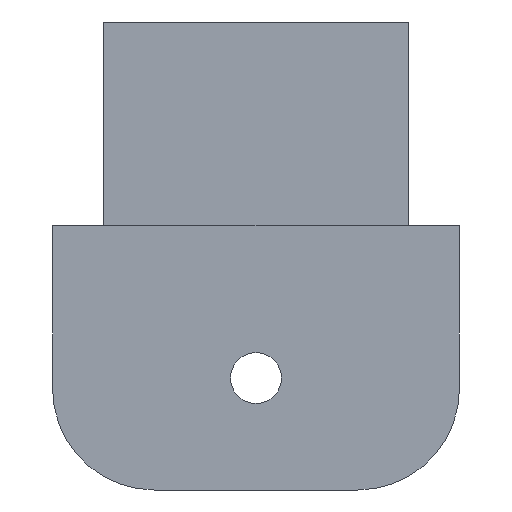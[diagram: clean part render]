
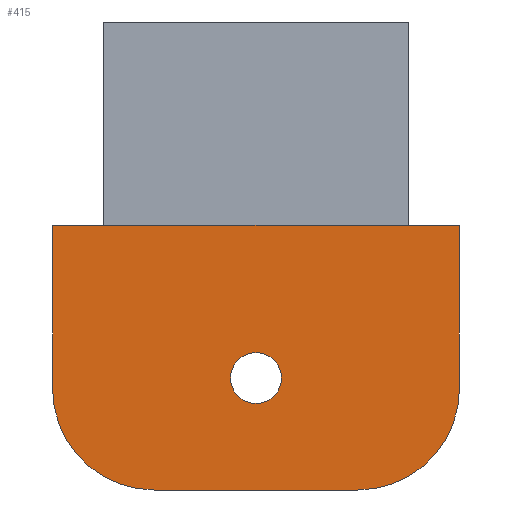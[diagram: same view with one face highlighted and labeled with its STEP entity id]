
A CAD part, front view. The second image highlights one B-rep face of the part: STEP entity #415.
In plain terms, the highlighted planar face has unit normal (0, -1, 0).
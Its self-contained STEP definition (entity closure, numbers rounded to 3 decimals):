
#4 = CARTESIAN_POINT ( 'NONE',  ( 10., 0., -7.5 ) ) ;
#7 = CARTESIAN_POINT ( 'NONE',  ( 0., 0., 0. ) ) ;
#11 = FACE_BOUND ( 'NONE', #28, .T. ) ;
#21 = CIRCLE ( 'NONE', #94, 5. ) ;
#25 = CARTESIAN_POINT ( 'NONE',  ( 15., 0., -13. ) ) ;
#28 = EDGE_LOOP ( 'NONE', ( #331, #119 ) ) ;
#30 = DIRECTION ( 'NONE',  ( 0., 1., 0. ) ) ;
#35 = VERTEX_POINT ( 'NONE', #414 ) ;
#47 = DIRECTION ( 'NONE',  ( 0., -1., 0. ) ) ;
#67 = VERTEX_POINT ( 'NONE', #334 ) ;
#69 = CARTESIAN_POINT ( 'NONE',  ( 0., 0., 0. ) ) ;
#75 = CIRCLE ( 'NONE', #235, 1.25 ) ;
#78 = DIRECTION ( 'NONE',  ( 0., 1., 0. ) ) ;
#94 = AXIS2_PLACEMENT_3D ( 'NONE', #120, #276, #404 ) ;
#97 = EDGE_CURVE ( 'NONE', #234, #115, #410, .T. ) ;
#99 = DIRECTION ( 'NONE',  ( 0., 0., -1. ) ) ;
#109 = CARTESIAN_POINT ( 'NONE',  ( 15., 0., -8. ) ) ;
#112 = ORIENTED_EDGE ( 'NONE', *, *, #403, .F. ) ;
#115 = VERTEX_POINT ( 'NONE', #25 ) ;
#119 = ORIENTED_EDGE ( 'NONE', *, *, #378, .T. ) ;
#120 = CARTESIAN_POINT ( 'NONE',  ( 5., 0., -8. ) ) ;
#128 = AXIS2_PLACEMENT_3D ( 'NONE', #4, #78, #240 ) ;
#134 = VECTOR ( 'NONE', #169, 1000. ) ;
#136 = VECTOR ( 'NONE', #335, 1000. ) ;
#169 = DIRECTION ( 'NONE',  ( -1., 0., 0. ) ) ;
#175 = CARTESIAN_POINT ( 'NONE',  ( 5., 0., -8. ) ) ;
#180 = CARTESIAN_POINT ( 'NONE',  ( 0., 0., 0. ) ) ;
#182 = EDGE_CURVE ( 'NONE', #67, #231, #75, .T. ) ;
#186 = DIRECTION ( 'NONE',  ( 0., 0., 1. ) ) ;
#187 = AXIS2_PLACEMENT_3D ( 'NONE', #175, #47, #99 ) ;
#197 = CARTESIAN_POINT ( 'NONE',  ( 5., 0., -13. ) ) ;
#204 = EDGE_LOOP ( 'NONE', ( #467, #254, #391, #523, #398, #112 ) ) ;
#206 = LINE ( 'NONE', #325, #432 ) ;
#209 = VERTEX_POINT ( 'NONE', #69 ) ;
#231 = VERTEX_POINT ( 'NONE', #283 ) ;
#234 = VERTEX_POINT ( 'NONE', #323 ) ;
#235 = AXIS2_PLACEMENT_3D ( 'NONE', #390, #30, #186 ) ;
#240 = DIRECTION ( 'NONE',  ( 0., 0., 1. ) ) ;
#244 = EDGE_CURVE ( 'NONE', #115, #35, #245, .T. ) ;
#245 = LINE ( 'NONE', #197, #134 ) ;
#254 = ORIENTED_EDGE ( 'NONE', *, *, #357, .F. ) ;
#255 = LINE ( 'NONE', #180, #136 ) ;
#276 = DIRECTION ( 'NONE',  ( 0., 1., 0. ) ) ;
#283 = CARTESIAN_POINT ( 'NONE',  ( 10., 0., -6.25 ) ) ;
#297 = FACE_OUTER_BOUND ( 'NONE', #204, .T. ) ;
#310 = VECTOR ( 'NONE', #498, 1000. ) ;
#314 = DIRECTION ( 'NONE',  ( 0., 1., 0. ) ) ;
#323 = CARTESIAN_POINT ( 'NONE',  ( 20., 0., -8. ) ) ;
#325 = CARTESIAN_POINT ( 'NONE',  ( 20., 0., 0. ) ) ;
#331 = ORIENTED_EDGE ( 'NONE', *, *, #182, .T. ) ;
#332 = LINE ( 'NONE', #7, #310 ) ;
#334 = CARTESIAN_POINT ( 'NONE',  ( 10., 0., -8.75 ) ) ;
#335 = DIRECTION ( 'NONE',  ( 0., 0., 1. ) ) ;
#340 = EDGE_CURVE ( 'NONE', #485, #234, #206, .T. ) ;
#347 = DIRECTION ( 'NONE',  ( 0., 0., -1. ) ) ;
#353 = DIRECTION ( 'NONE',  ( 0., 0., -1. ) ) ;
#357 = EDGE_CURVE ( 'NONE', #35, #426, #21, .T. ) ;
#366 = CARTESIAN_POINT ( 'NONE',  ( 0., 0., -8. ) ) ;
#378 = EDGE_CURVE ( 'NONE', #231, #67, #448, .T. ) ;
#390 = CARTESIAN_POINT ( 'NONE',  ( 10., 0., -7.5 ) ) ;
#391 = ORIENTED_EDGE ( 'NONE', *, *, #244, .F. ) ;
#398 = ORIENTED_EDGE ( 'NONE', *, *, #340, .F. ) ;
#403 = EDGE_CURVE ( 'NONE', #209, #485, #332, .T. ) ;
#404 = DIRECTION ( 'NONE',  ( 0., 0., -1. ) ) ;
#410 = CIRCLE ( 'NONE', #509, 5. ) ;
#414 = CARTESIAN_POINT ( 'NONE',  ( 5., 0., -13. ) ) ;
#415 = ADVANCED_FACE ( 'NONE', ( #11, #297 ), #457, .T. ) ;
#426 = VERTEX_POINT ( 'NONE', #366 ) ;
#432 = VECTOR ( 'NONE', #353, 1000. ) ;
#434 = EDGE_CURVE ( 'NONE', #426, #209, #255, .T. ) ;
#448 = CIRCLE ( 'NONE', #128, 1.25 ) ;
#454 = CARTESIAN_POINT ( 'NONE',  ( 20., 0., 0. ) ) ;
#457 = PLANE ( 'NONE',  #187 ) ;
#467 = ORIENTED_EDGE ( 'NONE', *, *, #434, .F. ) ;
#485 = VERTEX_POINT ( 'NONE', #454 ) ;
#498 = DIRECTION ( 'NONE',  ( 1., 0., 0. ) ) ;
#509 = AXIS2_PLACEMENT_3D ( 'NONE', #109, #314, #347 ) ;
#523 = ORIENTED_EDGE ( 'NONE', *, *, #97, .F. ) ;
